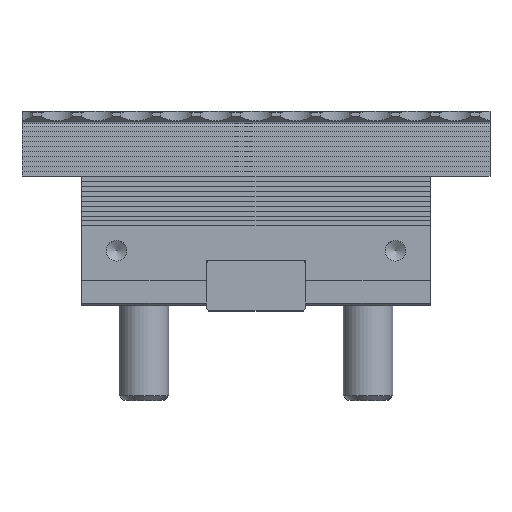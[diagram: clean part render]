
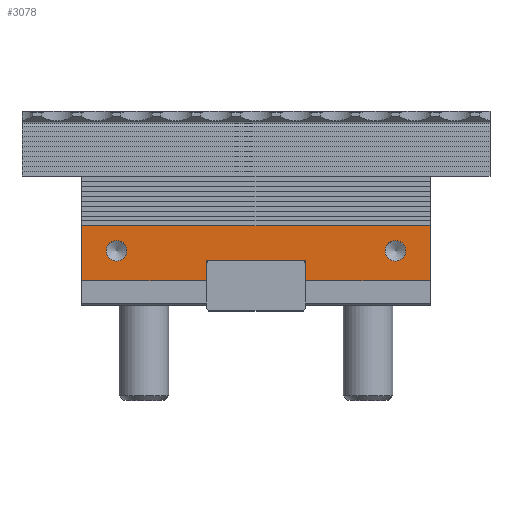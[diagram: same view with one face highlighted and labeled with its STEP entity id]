
A CAD part, top view. The second image highlights one B-rep face of the part: STEP entity #3078.
In plain terms, the highlighted planar face has unit normal (0, 0, 1).
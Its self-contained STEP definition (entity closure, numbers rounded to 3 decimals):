
#697=CARTESIAN_POINT('',(-30.291,-26.466,50.0));
#698=VERTEX_POINT('',#697);
#705=CARTESIAN_POINT('',(-55.291,-26.466,50.0));
#706=VERTEX_POINT('',#705);
#707=CARTESIAN_POINT('',(-30.291,-26.466,50.0));
#708=DIRECTION('',(-1.0,0.0,0.0));
#709=VECTOR('',#708,25.);
#710=LINE('',#707,#709);
#711=EDGE_CURVE('',#698,#706,#710,.T.);
#762=CARTESIAN_POINT('',(-10.291,-26.466,50.0));
#763=VERTEX_POINT('',#762);
#770=CARTESIAN_POINT('',(-10.291,-22.466,50.0));
#771=VERTEX_POINT('',#770);
#772=CARTESIAN_POINT('',(-10.291,-26.466,50.0));
#773=DIRECTION('',(0.0,1.0,0.0));
#774=VECTOR('',#773,4.0);
#775=LINE('',#772,#774);
#776=EDGE_CURVE('',#763,#771,#775,.T.);
#839=CARTESIAN_POINT('',(-55.291,-15.466,50.0));
#840=VERTEX_POINT('',#839);
#841=CARTESIAN_POINT('',(-55.291,-26.466,50.0));
#842=DIRECTION('',(0.0,1.0,0.0));
#843=VECTOR('',#842,11.);
#844=LINE('',#841,#843);
#845=EDGE_CURVE('',#706,#840,#844,.T.);
#1369=CARTESIAN_POINT('',(14.709,-15.466,50.0));
#1370=VERTEX_POINT('',#1369);
#1377=CARTESIAN_POINT('',(14.709,-26.466,50.0));
#1378=VERTEX_POINT('',#1377);
#1379=CARTESIAN_POINT('',(14.709,-15.466,50.0));
#1380=DIRECTION('',(0.0,-1.0,0.0));
#1381=VECTOR('',#1380,11.);
#1382=LINE('',#1379,#1381);
#1383=EDGE_CURVE('',#1370,#1378,#1382,.T.);
#1690=CARTESIAN_POINT('',(-30.291,-22.466,50.0));
#1691=VERTEX_POINT('',#1690);
#1698=CARTESIAN_POINT('',(-30.291,-22.466,50.0));
#1699=DIRECTION('',(0.0,-1.0,0.0));
#1700=VECTOR('',#1699,4.0);
#1701=LINE('',#1698,#1700);
#1702=EDGE_CURVE('',#1691,#698,#1701,.T.);
#1945=CARTESIAN_POINT('',(14.709,-26.466,50.0));
#1946=DIRECTION('',(-1.0,0.0,0.0));
#1947=VECTOR('',#1946,25.);
#1948=LINE('',#1945,#1947);
#1949=EDGE_CURVE('',#1378,#763,#1948,.T.);
#2116=CARTESIAN_POINT('',(14.709,-15.466,50.0));
#2117=DIRECTION('',(-1.0,0.0,0.0));
#2118=VECTOR('',#2117,70.);
#2119=LINE('',#2116,#2118);
#2120=EDGE_CURVE('',#1370,#840,#2119,.T.);
#3036=CARTESIAN_POINT('',(-42.891,-0.615,50.0));
#3037=DIRECTION('',(0.0,0.0,1.0));
#3038=DIRECTION('',(1.0,0.0,0.0));
#3039=AXIS2_PLACEMENT_3D('',#3036,#3037,#3038);
#3040=PLANE('',#3039);
#3041=ORIENTED_EDGE('',*,*,#2120,.T.);
#3042=ORIENTED_EDGE('',*,*,#845,.F.);
#3043=ORIENTED_EDGE('',*,*,#711,.F.);
#3044=ORIENTED_EDGE('',*,*,#1702,.F.);
#3045=CARTESIAN_POINT('',(-10.291,-22.466,50.0));
#3046=DIRECTION('',(-1.0,0.0,0.0));
#3047=VECTOR('',#3046,20.);
#3048=LINE('',#3045,#3047);
#3049=EDGE_CURVE('',#771,#1691,#3048,.T.);
#3050=ORIENTED_EDGE('',*,*,#3049,.F.);
#3051=ORIENTED_EDGE('',*,*,#776,.F.);
#3052=ORIENTED_EDGE('',*,*,#1949,.F.);
#3053=ORIENTED_EDGE('',*,*,#1383,.F.);
#3054=EDGE_LOOP('',(#3041,#3042,#3043,#3044,#3050,#3051,#3052,#3053));
#3055=FACE_OUTER_BOUND('',#3054,.T.);
#3056=CARTESIAN_POINT('',(-46.224,-20.466,50.0));
#3057=VERTEX_POINT('',#3056);
#3058=CARTESIAN_POINT('',(-48.291,-20.466,50.0));
#3059=DIRECTION('',(0.0,0.0,-1.0));
#3060=DIRECTION('',(1.0,0.0,0.0));
#3061=AXIS2_PLACEMENT_3D('',#3058,#3059,#3060);
#3062=CIRCLE('',#3061,2.067);
#3063=EDGE_CURVE('',#3057,#3057,#3062,.T.);
#3064=ORIENTED_EDGE('',*,*,#3063,.T.);
#3065=EDGE_LOOP('',(#3064));
#3066=FACE_BOUND('',#3065,.T.);
#3067=CARTESIAN_POINT('',(9.776,-20.466,50.0));
#3068=VERTEX_POINT('',#3067);
#3069=CARTESIAN_POINT('',(7.709,-20.466,50.0));
#3070=DIRECTION('',(0.0,0.0,-1.0));
#3071=DIRECTION('',(1.0,0.0,0.0));
#3072=AXIS2_PLACEMENT_3D('',#3069,#3070,#3071);
#3073=CIRCLE('',#3072,2.067);
#3074=EDGE_CURVE('',#3068,#3068,#3073,.T.);
#3075=ORIENTED_EDGE('',*,*,#3074,.T.);
#3076=EDGE_LOOP('',(#3075));
#3077=FACE_BOUND('',#3076,.T.);
#3078=ADVANCED_FACE('',(#3055,#3066,#3077),#3040,.T.);
